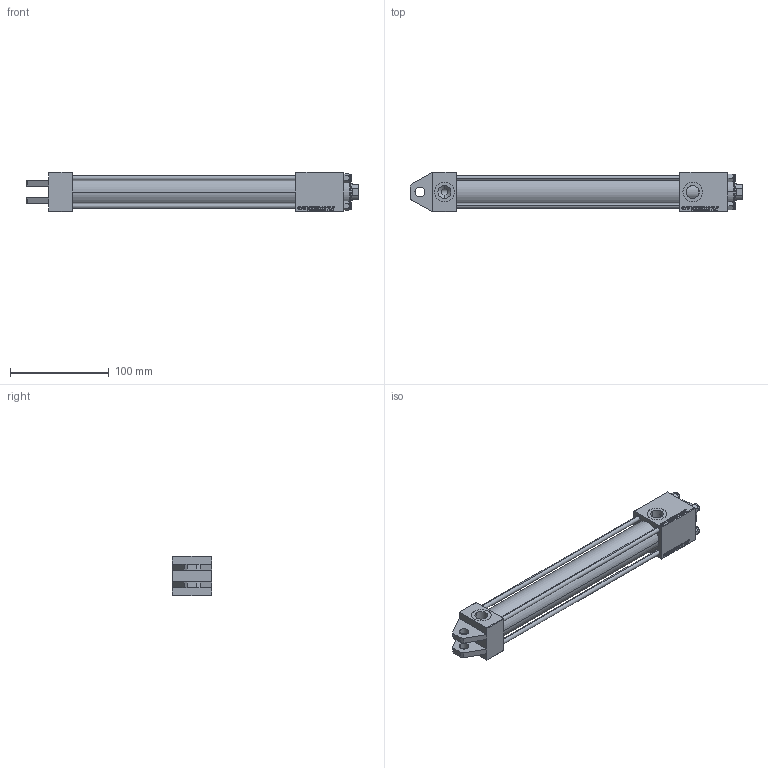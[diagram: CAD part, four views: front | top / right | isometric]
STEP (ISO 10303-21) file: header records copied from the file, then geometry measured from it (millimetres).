
FILE_DESCRIPTION (( 'STEP AP203' ), '1' );
FILE_NAME ('27da.STEP', '2023-08-23T11:03:23', ( '' ), ( '' ), 'SwSTEP 2.0', 'SolidWorks 2019', '' );
FILE_SCHEMA (( 'CONFIG_CONTROL_DESIGN' ));
Length unit declared in the file: millimetre
Products named in the file (6): V215_VC_A 25a7a756810a6dfc3623b5774ea9527f; V215CR_TYCINKA_H 25a7a756810a6dfc3623b5774ea9527f; 27da; V215CR_H_Body 25a7a756810a6dfc3623b5774ea9527f; V215CR_VCP_H 25a7a756810a6dfc3623b5774ea9527f; NUT_M5_H 25a7a756810a6dfc3623b5774ea9527f
Assembly tree (11 placements, depth 2):
  27da
    V215CR_H_Body 25a7a756810a6dfc3623b5774ea9527f
    V215CR_VCP_H 25a7a756810a6dfc3623b5774ea9527f
    V215CR_TYCINKA_H 25a7a756810a6dfc3623b5774ea9527f  x4
    NUT_M5_H 25a7a756810a6dfc3623b5774ea9527f  x4
    V215_VC_A 25a7a756810a6dfc3623b5774ea9527f
Bounding box: 337 x 40 x 40 mm (x, y, z)
Volume: 264847.3 mm3; surface area: 115001.1 mm2
Topology: 11 solids, 11 shells, 1125 faces, 2834 edges, 1837 vertices
Faces by surface type: plane 516, bspline 392, cone 128, cylinder 81, torus 8
Entity records: 49620 total; most frequent: CARTESIAN_POINT 26983, ORIENTED_EDGE 5160, DIRECTION 3194, EDGE_CURVE 2580, VERTEX_POINT 1693, VECTOR 1570, LINE 1570, EDGE_LOOP 1127
